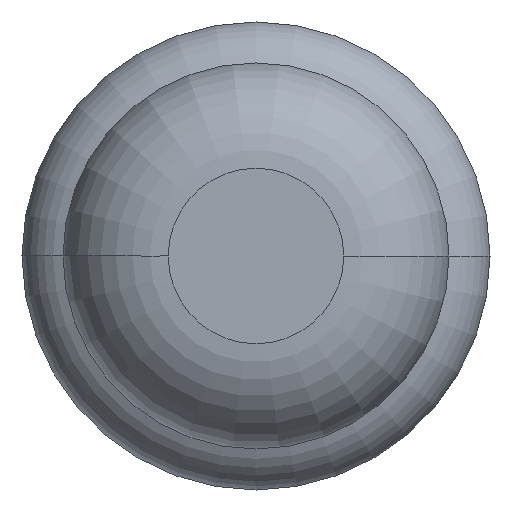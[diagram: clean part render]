
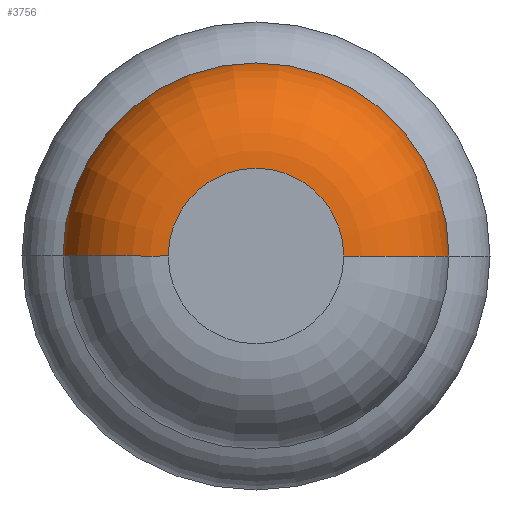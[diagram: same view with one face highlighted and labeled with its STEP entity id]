
A CAD part, front view. The second image highlights one B-rep face of the part: STEP entity #3756.
In plain terms, the highlighted toroidal (fillet/blend) face has major radius 0.375 mm and minor radius 0.45 mm.
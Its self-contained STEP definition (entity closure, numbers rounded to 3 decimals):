
#13 = DIRECTION ( 'NONE',  ( 0., 0., 1. ) ) ;
#52 = ORIENTED_EDGE ( 'NONE', *, *, #603, .F. ) ;
#74 = DIRECTION ( 'NONE',  ( 0., -1., 0. ) ) ;
#87 = DIRECTION ( 'NONE',  ( 1., 0., 0. ) ) ;
#149 = DIRECTION ( 'NONE',  ( 0., -1., 0. ) ) ;
#243 = CARTESIAN_POINT ( 'NONE',  ( 0.825, -31.55, 0. ) ) ;
#258 = DIRECTION ( 'NONE',  ( -1., 0., 0. ) ) ;
#429 = CIRCLE ( 'NONE', #1523, 0.45 ) ;
#502 = CARTESIAN_POINT ( 'NONE',  ( -0.375, -32., 0. ) ) ;
#603 = EDGE_CURVE ( 'NONE', #1986, #2921, #4518, .T. ) ;
#707 = AXIS2_PLACEMENT_3D ( 'NONE', #2321, #74, #1207 ) ;
#876 = AXIS2_PLACEMENT_3D ( 'NONE', #3649, #4772, #258 ) ;
#926 = VERTEX_POINT ( 'NONE', #502 ) ;
#1012 = AXIS2_PLACEMENT_3D ( 'NONE', #2601, #3315, #3721 ) ;
#1055 = DIRECTION ( 'NONE',  ( 1., 0., 0. ) ) ;
#1082 = ORIENTED_EDGE ( 'NONE', *, *, #4417, .F. ) ;
#1207 = DIRECTION ( 'NONE',  ( 1., 0., 0. ) ) ;
#1257 = CIRCLE ( 'NONE', #4716, 0.375 ) ;
#1308 = TOROIDAL_SURFACE ( 'NONE', #1012, 0.375, 0.45 ) ;
#1468 = EDGE_LOOP ( 'NONE', ( #3676, #2584, #1082, #52 ) ) ;
#1523 = AXIS2_PLACEMENT_3D ( 'NONE', #3384, #13, #1055 ) ;
#1986 = VERTEX_POINT ( 'NONE', #243 ) ;
#2220 = VERTEX_POINT ( 'NONE', #3781 ) ;
#2279 = EDGE_CURVE ( 'Defeature ausgef�hrt1_8+Defeature ausgef�hrt1_9+Defeature ausgef�hrt1_9+Defeature ausgef�hrt1_9', #1986, #2220, #3455, .T. ) ;
#2321 = CARTESIAN_POINT ( 'NONE',  ( 0., -31.55, 0. ) ) ;
#2337 = CARTESIAN_POINT ( 'NONE',  ( 0.375, -32., 0. ) ) ;
#2584 = ORIENTED_EDGE ( 'NONE', *, *, #3925, .T. ) ;
#2601 = CARTESIAN_POINT ( 'NONE',  ( 0., -31.55, 0. ) ) ;
#2921 = VERTEX_POINT ( 'NONE', #2337 ) ;
#3315 = DIRECTION ( 'NONE',  ( 0., -1., 0. ) ) ;
#3384 = CARTESIAN_POINT ( 'NONE',  ( -0.375, -31.55, 0. ) ) ;
#3455 = CIRCLE ( 'NONE', #707, 0.825 ) ;
#3649 = CARTESIAN_POINT ( 'NONE',  ( 0.375, -31.55, 0. ) ) ;
#3676 = ORIENTED_EDGE ( 'NONE', *, *, #2279, .T. ) ;
#3721 = DIRECTION ( 'NONE',  ( 1., 0., 0. ) ) ;
#3756 = ADVANCED_FACE ( 'Defeature ausgef�hrt1_8', ( #3782 ), #1308, .T. ) ;
#3781 = CARTESIAN_POINT ( 'NONE',  ( -0.825, -31.55, 0. ) ) ;
#3782 = FACE_OUTER_BOUND ( 'NONE', #1468, .T. ) ;
#3925 = EDGE_CURVE ( 'NONE', #2220, #926, #429, .T. ) ;
#4417 = EDGE_CURVE ( 'Defeature ausgef�hrt1_7+Defeature ausgef�hrt1_8+Defeature ausgef�hrt1_8+Defeature ausgef�hrt1_8', #2921, #926, #1257, .T. ) ;
#4518 = CIRCLE ( 'NONE', #876, 0.45 ) ;
#4660 = CARTESIAN_POINT ( 'NONE',  ( 0., -32., 0. ) ) ;
#4716 = AXIS2_PLACEMENT_3D ( 'NONE', #4660, #149, #87 ) ;
#4772 = DIRECTION ( 'NONE',  ( 0., 0., -1. ) ) ;
